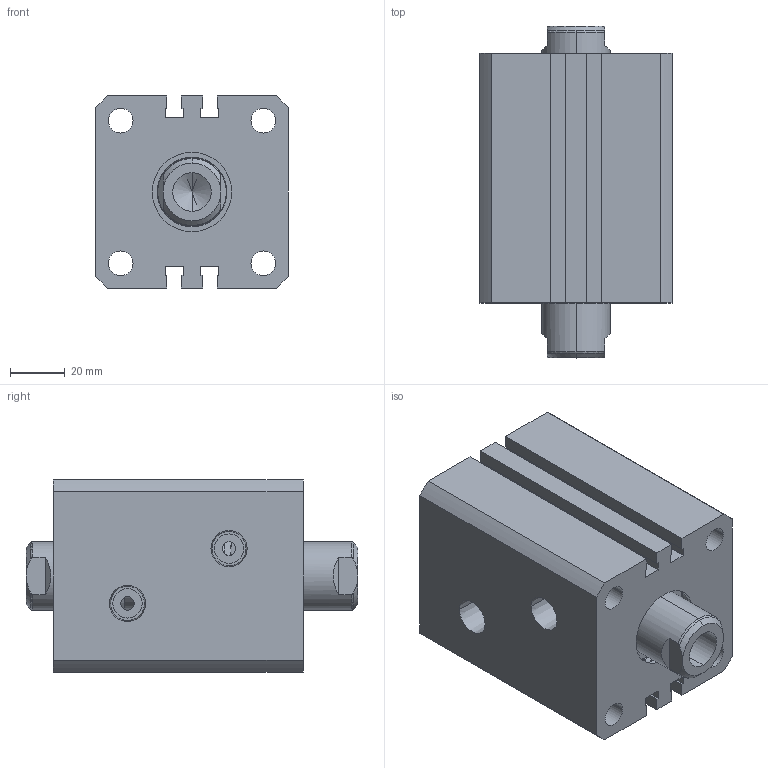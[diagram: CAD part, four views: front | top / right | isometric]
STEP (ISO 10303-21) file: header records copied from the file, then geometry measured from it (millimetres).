
FILE_DESCRIPTION (( 'STEP AP214' ), '1' );
FILE_NAME ('chtm-sw40x10n_asm.STEP', '2018-06-09T08:28:55', ( 'Windows' ), ( 'Microsoft' ), 'SwSTEP 2.0', 'SolidWorks 2015', '' );
FILE_SCHEMA (( 'AUTOMOTIVE_DESIGN' ));
Length unit declared in the file: millimetre
Products named in the file (4): CHTM-SW40X10NHSG; CHTM-SW40X10NBT; CHTM-SD40QG; chtm-sw40x10n_asm
Assembly tree (3 placements, depth 2):
  chtm-sw40x10n_asm
    CHTM-SD40QG
    CHTM-SW40X10NBT
    CHTM-SW40X10NHSG
Bounding box: 70 x 121 x 70 mm (x, y, z)
Volume: 378171.1 mm3; surface area: 92632.2 mm2
Topology: 3 solids, 3 shells, 281 faces, 651 edges, 405 vertices
Faces by surface type: cylinder 103, plane 83, torus 72, cone 21, bspline 2
Entity records: 9862 total; most frequent: CARTESIAN_POINT 3114, DIRECTION 1493, ORIENTED_EDGE 1294, EDGE_CURVE 647, AXIS2_PLACEMENT_3D 626, VERTEX_POINT 405, CIRCLE 341, EDGE_LOOP 330
